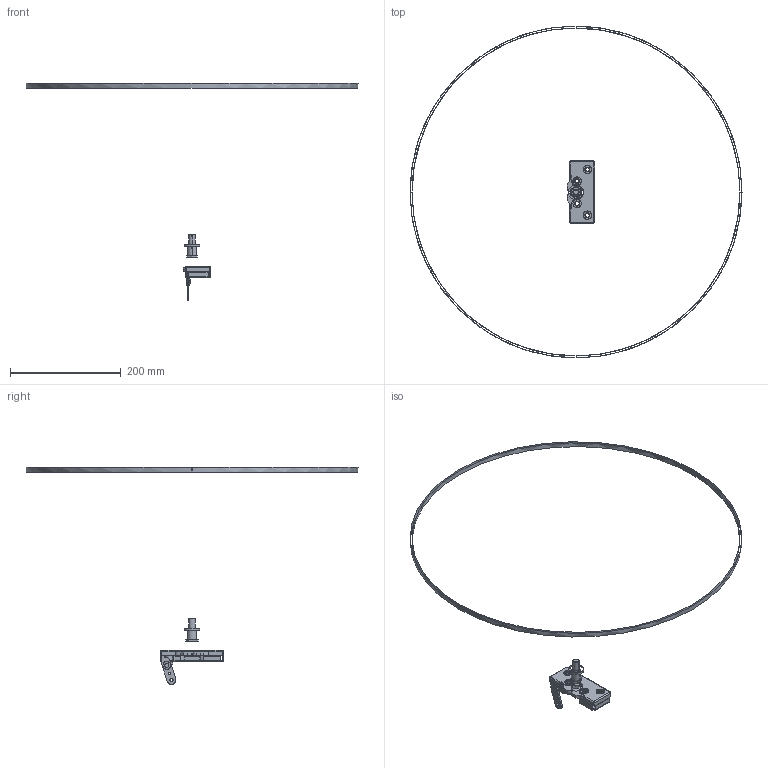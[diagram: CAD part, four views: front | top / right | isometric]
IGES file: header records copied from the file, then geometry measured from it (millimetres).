
Start section: SolidWorks IGES file using analytic representation for surfaces
Global section: file name: C-873-2-L.IGS; native system: SolidWorks 2018; preprocessor: SolidWorks 2018; author: 1300nh; date: 210519.141636; units: millimetre
Bounding box: 599.89 x 599.89 x 392.23 mm (x, y, z)
Surface area: 75698 mm2 (no closed solid volume)
Topology: 0 solids, 0 shells, 346 faces, 5370 edges, 5342 vertices
Faces by surface type: revolution 190, bspline 156
